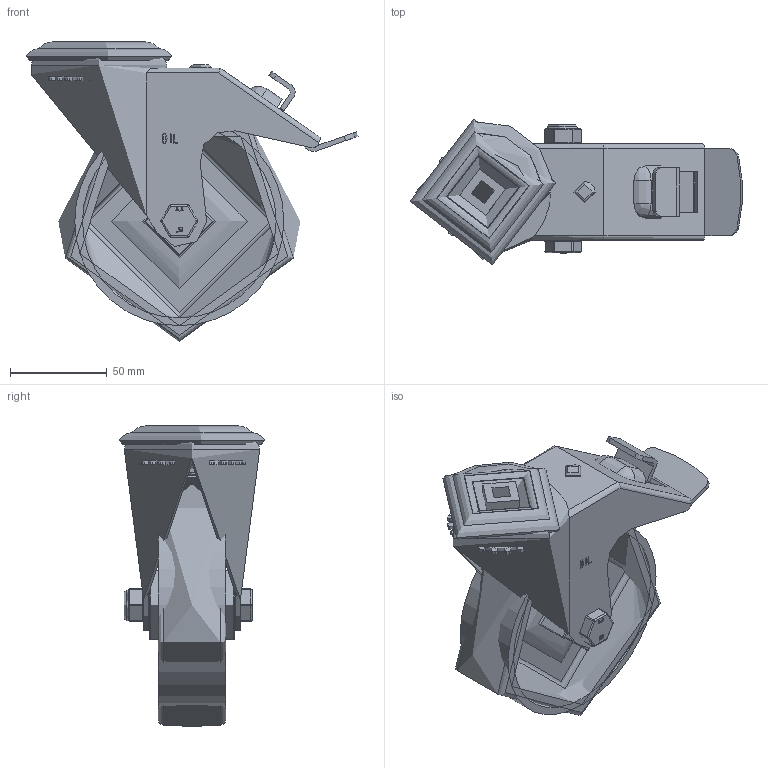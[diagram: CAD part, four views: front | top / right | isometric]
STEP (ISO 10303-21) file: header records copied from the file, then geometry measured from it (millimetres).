
FILE_DESCRIPTION(/* description */ ('','CAx-IF Rec.Pracs.---Representation and Presentation of Product Manufacturing Information (PMI)---4.0---2014-10-13'),/* implementation_level */ '2;1');
FILE_NAME(/* name */ 'BZMM125PNBBH12SW.step',/* time_stamp */ '2024-12-16T10:12:18Z',/* author */ (''),/* organization */ (''),/* preprocessor_version */ 'ST-DEVELOPER v20',/* originating_system */ 'Autodesk Translation Framework v13.20.0.188',/* authorisation */ '');
FILE_SCHEMA (('AP242_MANAGED_MODEL_BASED_3D_ENGINEERING_MIM_LF { 1 0 10303 442 1 1 4 }'));
Length unit declared in the file: millimetre
Products named in the file (26): BZMM125PNBBH12SW; BZMM125WPNRB; POLYURETHANE TYRE; NYLON RIM; NYLON RIM Geometry; CAP; ROLLER BEARING; CAGE; Pattern; Component5; TUBEM15X45 v1; ZINC PLATED, STEEL TUBE; HEXBOLTM10X60Z8.8 v2; GRADE 8.8 ZINC PLATED BOLT; NYLOCM10Z v1; NYLOC NUT; RUBBER; NUT; BZMM125ASBH12SWB v2; ZINC PLATED, PRESSED STEEL HEAD (1); ZINC PLATED, PRESSED STEEL FORKS (1); ZINC PLATED, PRESSED STEEL BRAKE PEDAL; BRAKE PAD; BRAKE PAD Geometry; BOLT; NUT (1)
Assembly tree (32 placements, depth 5):
  BZMM125PNBBH12SW
    BZMM125WPNRB
      POLYURETHANE TYRE
      NYLON RIM
        NYLON RIM Geometry
        CAP
      ROLLER BEARING
        CAGE
        Pattern
          Component5  x8
    TUBEM15X45 v1
      ZINC PLATED, STEEL TUBE
    HEXBOLTM10X60Z8.8 v2
      GRADE 8.8 ZINC PLATED BOLT
    NYLOCM10Z v1
      NYLOC NUT
        RUBBER
        NUT
    BZMM125ASBH12SWB v2
      ZINC PLATED, PRESSED STEEL HEAD (1)
      ZINC PLATED, PRESSED STEEL FORKS (1)
      ZINC PLATED, PRESSED STEEL BRAKE PEDAL
      BRAKE PAD
        BRAKE PAD Geometry
        BOLT
        NUT (1)
Bounding box: 171.46 x 75.35 x 154.94 mm (x, y, z)
Volume: 322207.9 mm3; surface area: 167388.1 mm2
Topology: 22 solids, 22 shells, 736 faces, 1900 edges, 1218 vertices
Faces by surface type: plane 370, cylinder 253, bspline 56, torus 28, sphere 22, cone 7
Full cylindrical faces by diameter (mm): 4 x8, 6 x4, 8 x1, 8.141 x19, 9 x2, 9.85 x20, 10 x3, 10.2 x3, 11 x1, 12 x2, 12.2 x1, 14.95 x1, 15.5 x3, 16 x2, 21.313 x1, 22.75 x1, 23.5 x1, 24 x3, 25.9 x1, 26 x1, 35.5 x2, 38 x1, 49.5 x1, 65 x1, 70 x1, 72 x1, 100 x2, 108 x2
Entity records: 29186 total; most frequent: CARTESIAN_POINT 10766, ORIENTED_EDGE 3750, DIRECTION 3691, EDGE_CURVE 1875, AXIS2_PLACEMENT_3D 1306, VERTEX_POINT 1203, LINE 1079, VECTOR 1079
